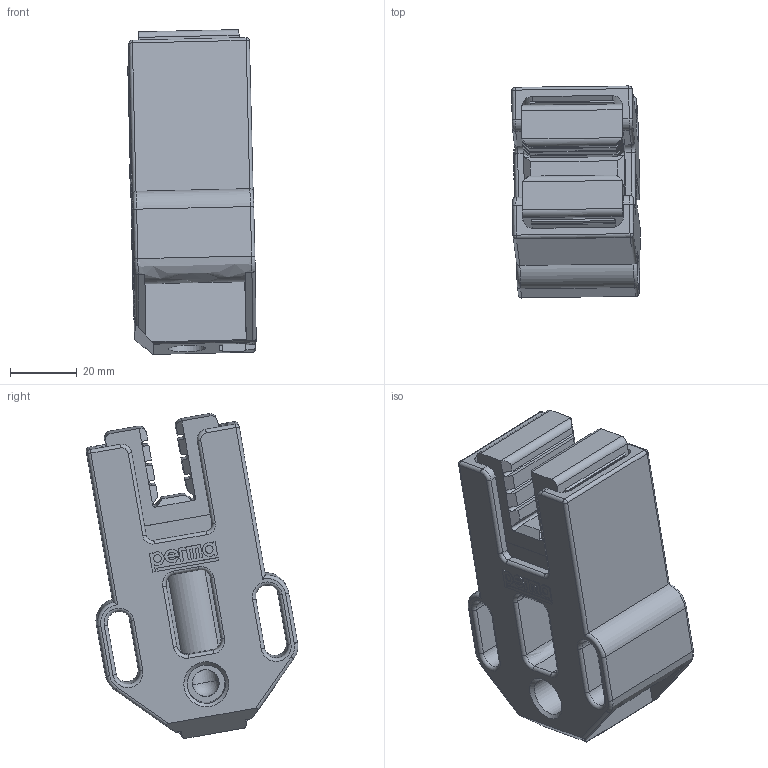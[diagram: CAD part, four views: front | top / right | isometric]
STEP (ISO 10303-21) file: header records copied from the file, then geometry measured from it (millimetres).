
FILE_DESCRIPTION((''),'2;1');
FILE_NAME('ansfz05d.stp','2012-10-11T10:45:46',('002096'),(''),'Autodesk Inventor 2010','Autodesk Inventor 2010','');
FILE_SCHEMA(('AUTOMOTIVE_DESIGN { 1 0 10303 214 1 1 1 1 }'));
Length unit declared in the file: millimetre
Products named in the file (9): ansfz05d; ansfz05azusammen; ansof06a; skssz01a; skshk01a; skshs01a; skssp04a; skssp02b; vierkantmutter_m6
Assembly tree (8 placements, depth 3):
  ansfz05d
    ansfz05azusammen
      ansof06a
      skssz01a
      skshk01a
      skshs01a
      skssp04a
      skssp02b
      vierkantmutter_m6
Bounding box: 38.34 x 63.25 x 97.04 mm (x, y, z)
Volume: 91783 mm3; surface area: 51205.5 mm2
Topology: 7 solids, 7 shells, 401 faces, 1045 edges, 656 vertices
Faces by surface type: plane 200, cylinder 115, bspline 41, torus 28, cone 10, sphere 7
Full cylindrical faces by diameter (mm): 2.315 x2, 8 x2, 9.728 x1, 11 x3, 11.5 x1, 17 x1, 20 x1
Entity records: 12750 total; most frequent: CARTESIAN_POINT 2649, DIRECTION 2084, ORIENTED_EDGE 2034, EDGE_CURVE 1017, AXIS2_PLACEMENT_3D 706, VECTOR 672, LINE 672, VERTEX_POINT 653
